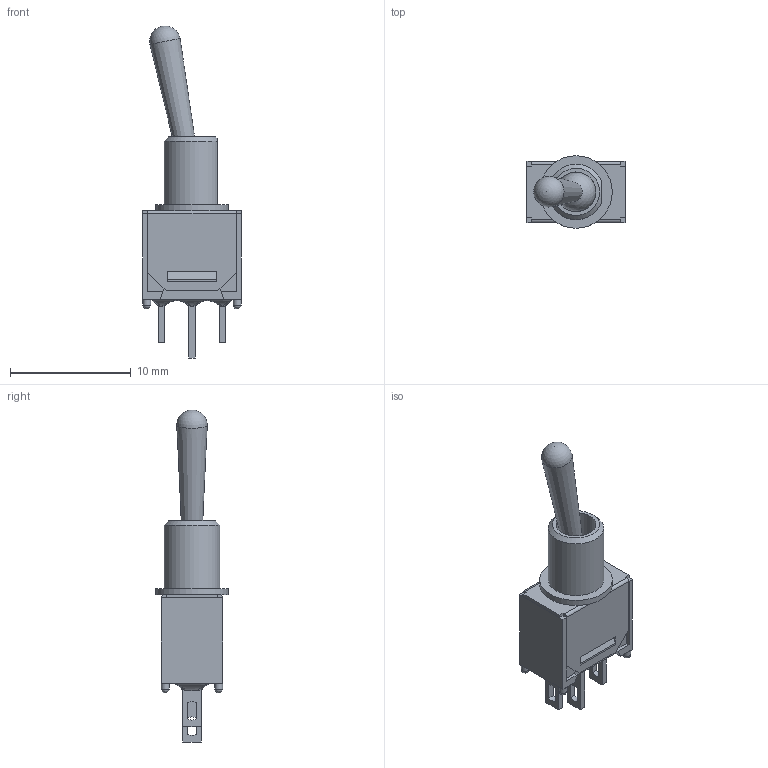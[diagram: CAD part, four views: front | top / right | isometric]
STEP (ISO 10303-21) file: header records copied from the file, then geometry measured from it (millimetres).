
FILE_DESCRIPTION(/* description */ (''),/* implementation_level */ '2;1');
FILE_NAME(/* name */ '200MSPxT1B1M1xE.stp',/* time_stamp */ '2022-06-23T10:11:07-05:00',/* author */ ('mwilliams'),/* organization */ (''),/* preprocessor_version */ 'ST-DEVELOPER v18',/* originating_system */ 'Autodesk Inventor 2020',/* authorisation */ '');
FILE_SCHEMA (('AUTOMOTIVE_DESIGN { 1 0 10303 214 3 1 1 }'));
Length unit declared in the file: inch
Products named in the file (1): 000024652_Shrinkwrap_1
Bounding box: 8.13 x 6 x 27.47 mm (x, y, z)
Volume: 281.9 mm3; surface area: 1070 mm2
Topology: 5 solids, 5 shells, 137 faces, 371 edges, 241 vertices
Faces by surface type: plane 100, cylinder 21, bspline 8, sphere 6, cone 2
Full cylindrical faces by diameter (mm): 0.65 x4, 3.3 x1, 6 x1
Entity records: 4779 total; most frequent: CARTESIAN_POINT 1357, ORIENTED_EDGE 730, DIRECTION 637, EDGE_CURVE 365, LINE 267, VECTOR 267, VERTEX_POINT 241, AXIS2_PLACEMENT_3D 185
